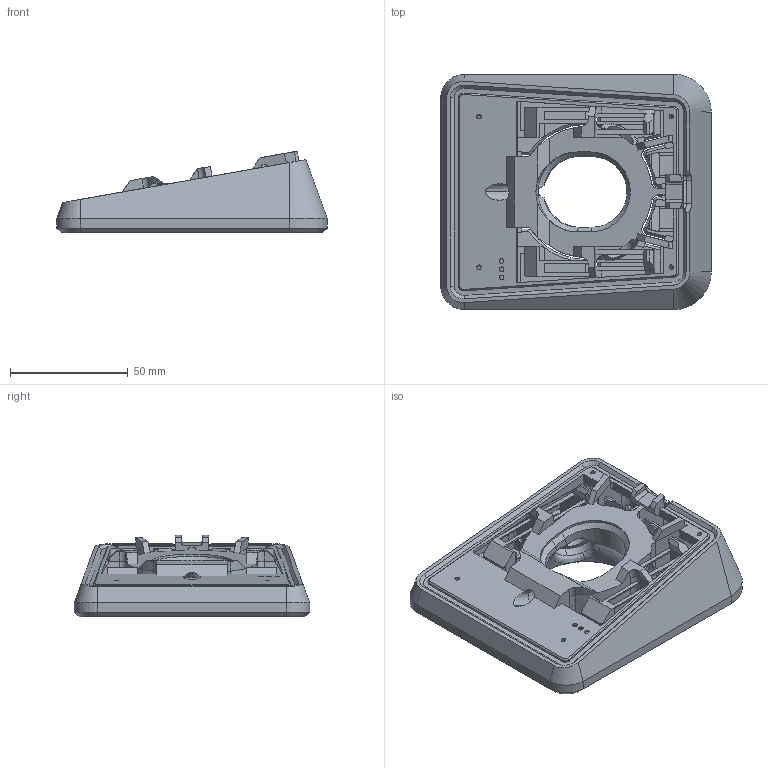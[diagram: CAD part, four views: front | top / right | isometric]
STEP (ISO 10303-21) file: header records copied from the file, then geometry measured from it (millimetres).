
FILE_DESCRIPTION(/* description */ ('STEP AP242','CAx-IF Rec.Pracs.---Representation and Presentation of Product Manufacturing Information (PMI)---4.0---2014-10-13','CAx-IF Rec.Pracs.---3D Tessellated Geometry---0.4---2014-09-14','2;1'),/* implementation_level */ '2;1');
FILE_NAME(/* name */ '67ae95358632a84ff0e8a83e',/* time_stamp */ '2025-02-14T00:58:33Z',/* author */ (''),/* organization */ (''),/* preprocessor_version */ 'ST-DEVELOPER v20',/* originating_system */ 'ONSHAPE BY PTC INC, 1.193',/* authorisation */ ' ');
FILE_SCHEMA (('AP242_MANAGED_MODEL_BASED_3D_ENGINEERING_MIM_LF { 1 0 10303 442 1 1 4 }'));
Products named in the file (1): MDM-001_REV-OOO_NO-LOGO
Bounding box: 115 x 100 x 34.71 mm (x, y, z)
Volume: 125436 mm3; surface area: 60126.6 mm2
Topology: 1 solids, 1 shells, 945 faces, 2626 edges, 1687 vertices
Faces by surface type: bspline 945
Entity records: 46004 total; most frequent: CARTESIAN_POINT 24700, ORIENTED_EDGE 5252, DIRECTION 3114, EDGE_CURVE 2626, LINE 1714, VECTOR 1714, VERTEX_POINT 1687, EDGE_LOOP 1033
